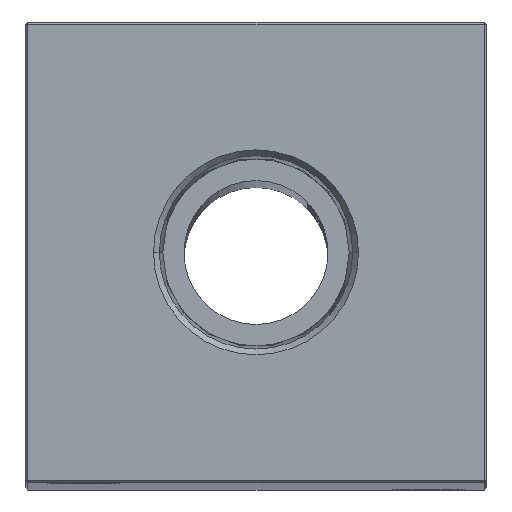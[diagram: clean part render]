
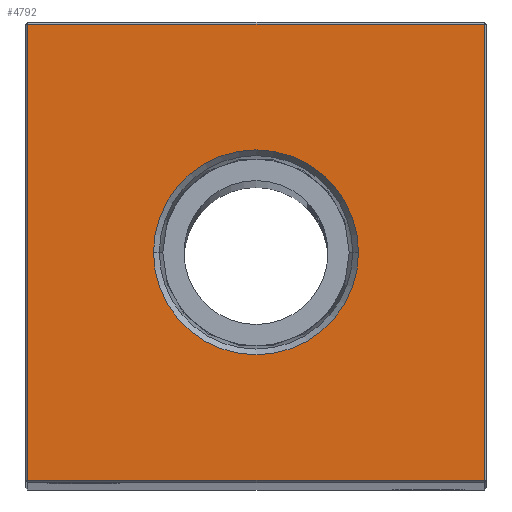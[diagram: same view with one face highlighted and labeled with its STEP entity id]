
A CAD part, top view. The second image highlights one B-rep face of the part: STEP entity #4792.
In plain terms, the highlighted planar face has unit normal (0, 0, 1).
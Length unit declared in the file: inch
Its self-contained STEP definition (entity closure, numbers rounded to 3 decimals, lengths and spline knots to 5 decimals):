
#556 = LINE ( 'NONE', #10975, #10148 ) ;
#1673 = LINE ( 'NONE', #12098, #30979 ) ;
#1801 = AXIS2_PLACEMENT_3D ( 'NONE', #2032, #12462, #23014 ) ;
#1871 = EDGE_CURVE ( 'NONE', #2806, #28892, #19236, .T. ) ;
#2026 = ORIENTED_EDGE ( 'NONE', *, *, #25576, .T. ) ;
#2032 = CARTESIAN_POINT ( 'NONE',  ( 0., 0., 18.25 ) ) ;
#2274 = VECTOR ( 'NONE', #30702, 39.37008 ) ;
#2806 = VERTEX_POINT ( 'NONE', #10755 ) ;
#4045 = DIRECTION ( 'NONE',  ( -1., 0., 0. ) ) ;
#4426 = VERTEX_POINT ( 'NONE', #33839 ) ;
#4792 = ADVANCED_FACE ( 'NONE', ( #12146, #22670 ), #33095, .F. ) ;
#6167 = DIRECTION ( 'NONE',  ( 0., 0., 1. ) ) ;
#6188 = EDGE_CURVE ( 'NONE', #8298, #12253, #9757, .T. ) ;
#7863 = CARTESIAN_POINT ( 'NONE',  ( 0.44487, 0., 18.25 ) ) ;
#8298 = VERTEX_POINT ( 'NONE', #26525 ) ;
#9170 = VERTEX_POINT ( 'NONE', #13221 ) ;
#9195 = EDGE_CURVE ( 'NONE', #12253, #9170, #556, .T. ) ;
#9322 = DIRECTION ( 'NONE',  ( 0., 0., 1. ) ) ;
#9757 = LINE ( 'NONE', #20258, #2274 ) ;
#9802 = ORIENTED_EDGE ( 'NONE', *, *, #1871, .F. ) ;
#10148 = VECTOR ( 'NONE', #21498, 39.37008 ) ;
#10183 = ORIENTED_EDGE ( 'NONE', *, *, #13934, .T. ) ;
#10755 = CARTESIAN_POINT ( 'NONE',  ( -0.44487, 0., 18.25 ) ) ;
#10975 = CARTESIAN_POINT ( 'NONE',  ( 0.99, 0., 18.25 ) ) ;
#11317 = CIRCLE ( 'NONE', #30521, 0.44487 ) ;
#11433 = ORIENTED_EDGE ( 'NONE', *, *, #6188, .T. ) ;
#12098 = CARTESIAN_POINT ( 'NONE',  ( -0.99, 0., 18.25 ) ) ;
#12146 = FACE_OUTER_BOUND ( 'NONE', #19156, .T. ) ;
#12253 = VERTEX_POINT ( 'NONE', #28410 ) ;
#12462 = DIRECTION ( 'NONE',  ( 0., 0., -1. ) ) ;
#12911 = VECTOR ( 'NONE', #4045, 39.37008 ) ;
#13221 = CARTESIAN_POINT ( 'NONE',  ( 0.99, 0.99, 18.25 ) ) ;
#13934 = EDGE_CURVE ( 'NONE', #4426, #8298, #1673, .T. ) ;
#16605 = DIRECTION ( 'NONE',  ( 1., 0., 0. ) ) ;
#17050 = LINE ( 'NONE', #27589, #12911 ) ;
#19156 = EDGE_LOOP ( 'NONE', ( #10183, #11433, #25769, #2026 ) ) ;
#19236 = CIRCLE ( 'NONE', #23693, 0.44487 ) ;
#19805 = DIRECTION ( 'NONE',  ( 1., 0., 0. ) ) ;
#20258 = CARTESIAN_POINT ( 'NONE',  ( 0., -0.99, 18.25 ) ) ;
#21498 = DIRECTION ( 'NONE',  ( 0., 1., 0. ) ) ;
#21861 = EDGE_LOOP ( 'NONE', ( #27567, #9802 ) ) ;
#22625 = DIRECTION ( 'NONE',  ( 0., -1., 0. ) ) ;
#22670 = FACE_BOUND ( 'NONE', #21861, .T. ) ;
#23014 = DIRECTION ( 'NONE',  ( -1., 0., 0. ) ) ;
#23693 = AXIS2_PLACEMENT_3D ( 'NONE', #29677, #6167, #16605 ) ;
#25576 = EDGE_CURVE ( 'NONE', #9170, #4426, #17050, .T. ) ;
#25769 = ORIENTED_EDGE ( 'NONE', *, *, #9195, .T. ) ;
#26359 = EDGE_CURVE ( 'NONE', #28892, #2806, #11317, .T. ) ;
#26525 = CARTESIAN_POINT ( 'NONE',  ( -0.99, -0.99, 18.25 ) ) ;
#27567 = ORIENTED_EDGE ( 'NONE', *, *, #26359, .F. ) ;
#27589 = CARTESIAN_POINT ( 'NONE',  ( 0., 0.99, 18.25 ) ) ;
#28410 = CARTESIAN_POINT ( 'NONE',  ( 0.99, -0.99, 18.25 ) ) ;
#28892 = VERTEX_POINT ( 'NONE', #7863 ) ;
#29677 = CARTESIAN_POINT ( 'NONE',  ( 0., 0., 18.25 ) ) ;
#30521 = AXIS2_PLACEMENT_3D ( 'NONE', #32837, #9322, #19805 ) ;
#30702 = DIRECTION ( 'NONE',  ( 1., 0., 0. ) ) ;
#30979 = VECTOR ( 'NONE', #22625, 39.37008 ) ;
#32837 = CARTESIAN_POINT ( 'NONE',  ( 0., 0., 18.25 ) ) ;
#33095 = PLANE ( 'NONE',  #1801 ) ;
#33839 = CARTESIAN_POINT ( 'NONE',  ( -0.99, 0.99, 18.25 ) ) ;
